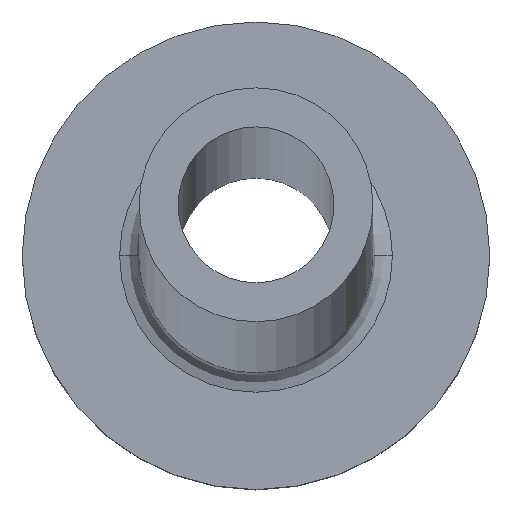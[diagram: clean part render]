
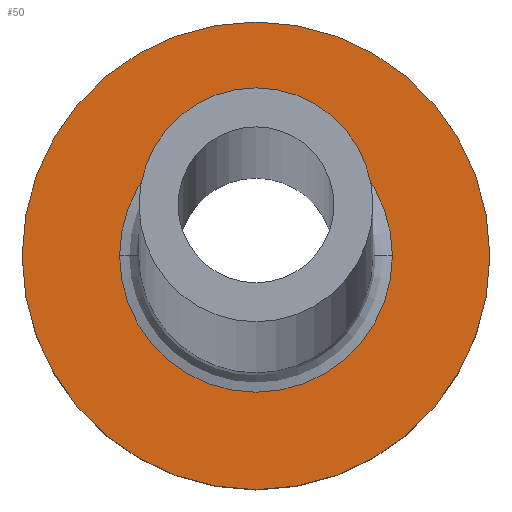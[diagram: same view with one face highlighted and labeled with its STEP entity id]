
A CAD part, top view. The second image highlights one B-rep face of the part: STEP entity #50.
In plain terms, the highlighted planar face has unit normal (0, 0, 1).
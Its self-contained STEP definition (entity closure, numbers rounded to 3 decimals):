
#5 = EDGE_LOOP ( 'NONE', ( #38, #24 ) ) ;
#24 = ORIENTED_EDGE ( 'NONE', *, *, #133, .T. ) ;
#26 = CIRCLE ( 'NONE', #348, 3.5 ) ;
#38 = ORIENTED_EDGE ( 'NONE', *, *, #362, .T. ) ;
#40 = CARTESIAN_POINT ( 'NONE',  ( 0., 0., 5. ) ) ;
#47 = VERTEX_POINT ( 'NONE', #245 ) ;
#50 = ADVANCED_FACE ( 'NONE', ( #165, #130 ), #297, .T. ) ;
#52 = CIRCLE ( 'NONE', #323, 3.5 ) ;
#61 = EDGE_LOOP ( 'NONE', ( #96, #112 ) ) ;
#64 = AXIS2_PLACEMENT_3D ( 'NONE', #40, #99, #163 ) ;
#79 = CIRCLE ( 'NONE', #286, 6. ) ;
#81 = DIRECTION ( 'NONE',  ( 0., 0., 1. ) ) ;
#96 = ORIENTED_EDGE ( 'NONE', *, *, #351, .T. ) ;
#99 = DIRECTION ( 'NONE',  ( 0., 0., 1. ) ) ;
#110 = DIRECTION ( 'NONE',  ( 0., 0., -1. ) ) ;
#112 = ORIENTED_EDGE ( 'NONE', *, *, #274, .T. ) ;
#113 = DIRECTION ( 'NONE',  ( 1., 0., 0. ) ) ;
#117 = DIRECTION ( 'NONE',  ( 0., 0., -1. ) ) ;
#130 = FACE_OUTER_BOUND ( 'NONE', #5, .T. ) ;
#133 = EDGE_CURVE ( 'NONE', #208, #151, #252, .T. ) ;
#140 = CARTESIAN_POINT ( 'NONE',  ( 0., 0., 5. ) ) ;
#143 = CARTESIAN_POINT ( 'NONE',  ( 0., 0., 5. ) ) ;
#144 = CARTESIAN_POINT ( 'NONE',  ( -6., 0., 5. ) ) ;
#151 = VERTEX_POINT ( 'NONE', #144 ) ;
#163 = DIRECTION ( 'NONE',  ( 1., 0., 0. ) ) ;
#165 = FACE_BOUND ( 'NONE', #61, .T. ) ;
#194 = DIRECTION ( 'NONE',  ( 1., 0., 0. ) ) ;
#200 = CARTESIAN_POINT ( 'NONE',  ( 0., 0., 5. ) ) ;
#208 = VERTEX_POINT ( 'NONE', #257 ) ;
#211 = CARTESIAN_POINT ( 'NONE',  ( 0., 0., 5. ) ) ;
#213 = DIRECTION ( 'NONE',  ( 1., 0., 0. ) ) ;
#224 = DIRECTION ( 'NONE',  ( 0., 0., 1. ) ) ;
#229 = DIRECTION ( 'NONE',  ( 1., 0., 0. ) ) ;
#245 = CARTESIAN_POINT ( 'NONE',  ( -3.5, 0., 5. ) ) ;
#252 = CIRCLE ( 'NONE', #298, 6. ) ;
#257 = CARTESIAN_POINT ( 'NONE',  ( 6., 0., 5. ) ) ;
#274 = EDGE_CURVE ( 'NONE', #47, #329, #52, .T. ) ;
#286 = AXIS2_PLACEMENT_3D ( 'NONE', #140, #224, #194 ) ;
#297 = PLANE ( 'NONE',  #64 ) ;
#298 = AXIS2_PLACEMENT_3D ( 'NONE', #143, #81, #229 ) ;
#323 = AXIS2_PLACEMENT_3D ( 'NONE', #211, #117, #213 ) ;
#329 = VERTEX_POINT ( 'NONE', #352 ) ;
#348 = AXIS2_PLACEMENT_3D ( 'NONE', #200, #110, #113 ) ;
#351 = EDGE_CURVE ( 'NONE', #329, #47, #26, .T. ) ;
#352 = CARTESIAN_POINT ( 'NONE',  ( 3.5, 0., 5. ) ) ;
#362 = EDGE_CURVE ( 'NONE', #151, #208, #79, .T. ) ;
